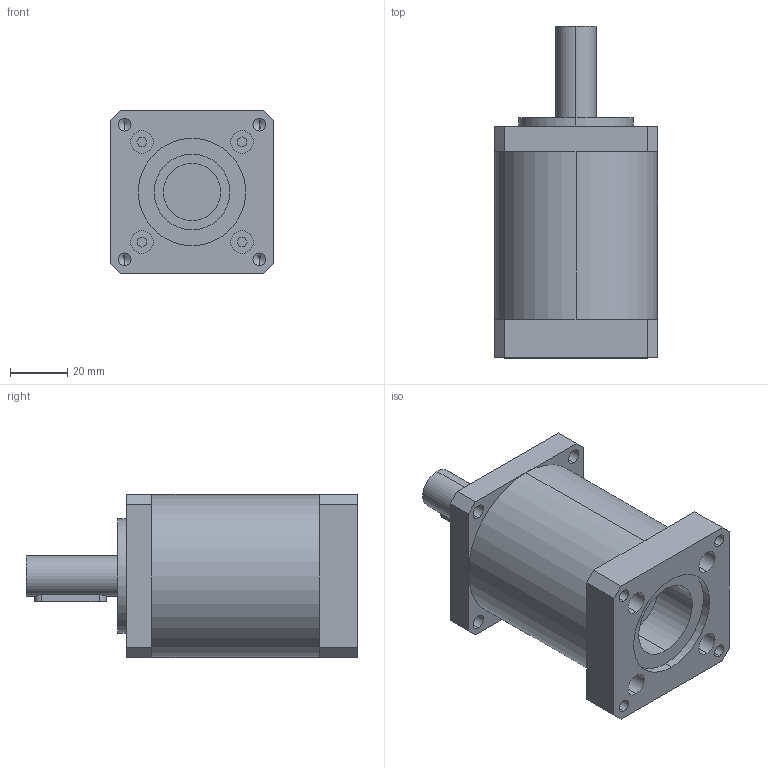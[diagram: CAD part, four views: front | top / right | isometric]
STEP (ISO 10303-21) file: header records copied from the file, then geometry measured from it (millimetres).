
FILE_DESCRIPTION (( 'STEP AP203' ), '1' );
FILE_NAME ('SDF57-L2-( )-J14-B.STEP', '2022-06-10T08:43:23', ( '微软用户' ), ( '微软中国' ), 'SwSTEP 2.0', 'SolidWorks 2016', '' );
FILE_SCHEMA (( 'CONFIG_CONTROL_DESIGN' ));
Length unit declared in the file: millimetre
Products named in the file (1): SDF57-L2-( )-J14-B
Bounding box: 57 x 116 x 57 mm (x, y, z)
Volume: 211288.9 mm3; surface area: 29681.4 mm2
Topology: 1 solids, 1 shells, 164 faces, 393 edges, 249 vertices
Faces by surface type: plane 100, cylinder 54, cone 10
Entity records: 4808 total; most frequent: CARTESIAN_POINT 857, DIRECTION 817, ORIENTED_EDGE 766, EDGE_CURVE 383, AXIS2_PLACEMENT_3D 273, LINE 271, VECTOR 271, VERTEX_POINT 249
